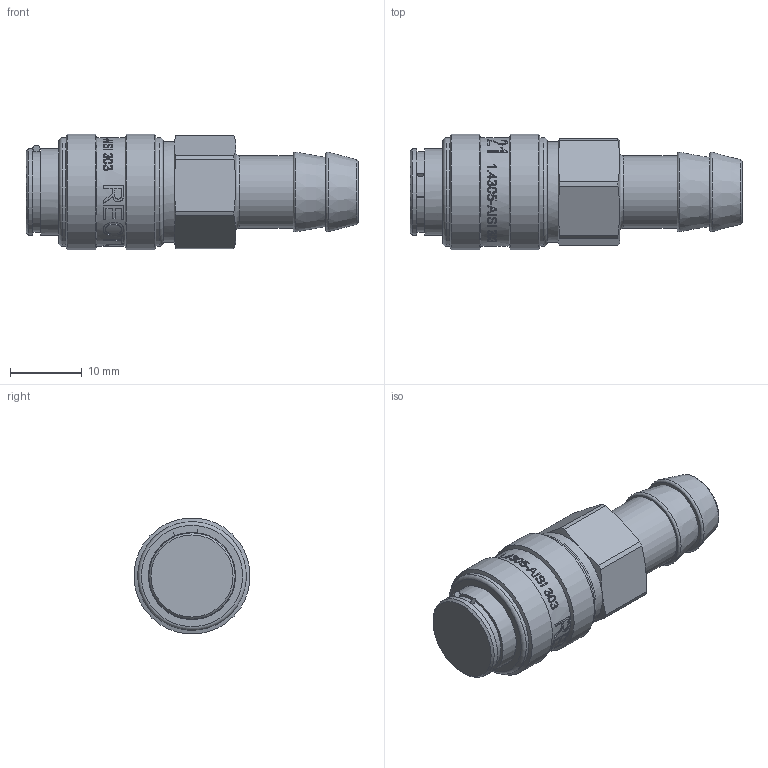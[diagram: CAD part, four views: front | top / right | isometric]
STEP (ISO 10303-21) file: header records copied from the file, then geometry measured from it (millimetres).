
FILE_DESCRIPTION((''),'2;1');
FILE_NAME('21katf10rvx.stp','2014-04-14T14:39:35',('IA176480'),(''),'Autodesk Inventor 2013','Autodesk Inventor 2013','');
FILE_SCHEMA(('AUTOMOTIVE_DESIGN { 1 0 10303 214 1 1 1 1 }'));
Length unit declared in the file: millimetre
Products named in the file (1): D110093
Bounding box: 46.15 x 16.12 x 16.12 mm (x, y, z)
Volume: 6080.4 mm3; surface area: 3692.2 mm2
Topology: 2 solids, 3 shells, 399 faces, 1015 edges, 667 vertices
Faces by surface type: bspline 174, plane 131, cylinder 60, cone 26, torus 8
Full cylindrical faces by diameter (mm): 10.05 x1, 11.15 x1, 11.4 x1, 11.5 x1, 12 x2, 12.15 x2, 14 x3, 15.1 x3, 16.15 x2
Entity records: 55926 total; most frequent: CARTESIAN_POINT 47406, ORIENTED_EDGE 1938, DIRECTION 1076, EDGE_CURVE 969, VERTEX_POINT 659, EDGE_LOOP 486, B_SPLINE_CURVE_WITH_KNOTS 459, FACE_OUTER_BOUND 399
